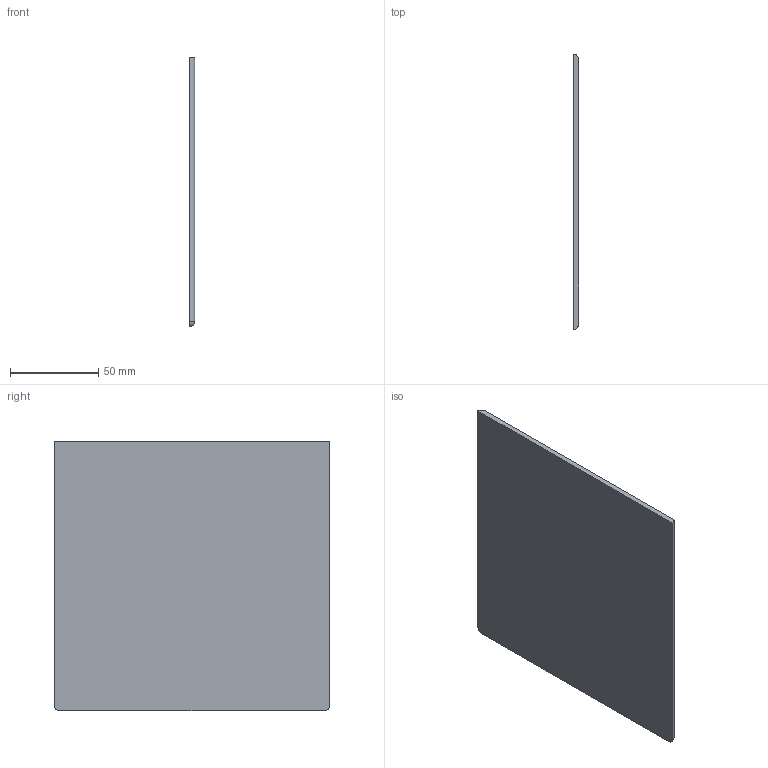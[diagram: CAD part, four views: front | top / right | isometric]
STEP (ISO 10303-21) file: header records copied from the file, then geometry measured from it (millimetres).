
FILE_DESCRIPTION(('STEP AP203'), '1');
FILE_NAME('ﾇ琅', '', ('UNSPECIFIED'), ('UNSPECIFIED'), 'C3D Converter', 'C3D Toolkit', '');
FILE_SCHEMA(('CONFIG_CONTROL_DESIGN'));
Length unit declared in the file: millimetre
Bounding box: 3 x 156 x 153 mm (x, y, z)
Volume: 70709.1 mm3; surface area: 48977.1 mm2
Topology: 1 solids, 1 shells, 8 faces, 18 edges, 10 vertices
Faces by surface type: plane 3, cylinder 3, sphere 2
Entity records: 252 total; most frequent: DIRECTION 42, CARTESIAN_POINT 35, ORIENTED_EDGE 32, AXIS2_PLACEMENT_3D 17, EDGE_CURVE 16, VERTEX_POINT 10, ADVANCED_FACE 8, FACE_BOUND 8
